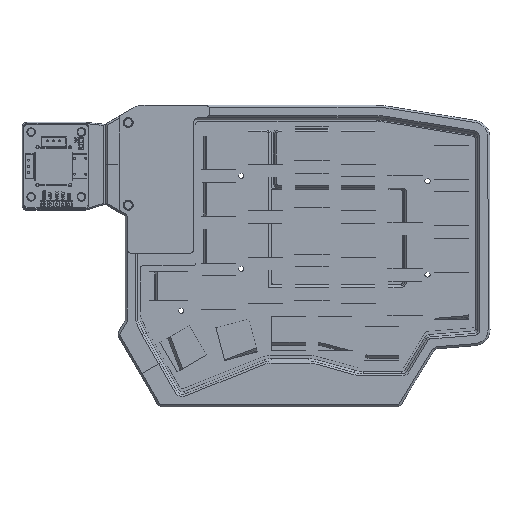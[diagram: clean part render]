
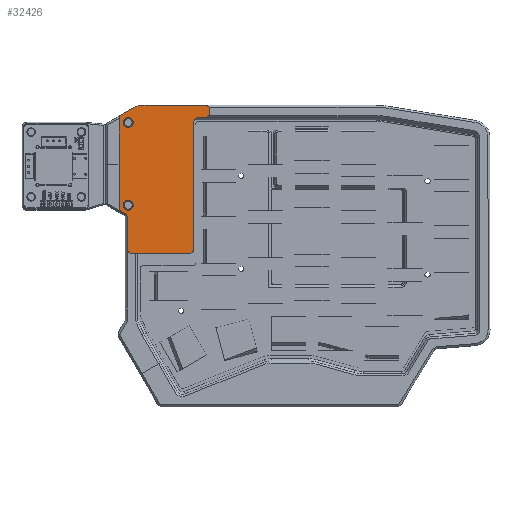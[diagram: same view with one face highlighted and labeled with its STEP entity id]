
A CAD part, top view. The second image highlights one B-rep face of the part: STEP entity #32426.
In plain terms, the highlighted planar face has unit normal (0, 0, 1).
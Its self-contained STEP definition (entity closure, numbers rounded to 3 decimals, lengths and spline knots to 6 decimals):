
#1094=CIRCLE('',#36128,0.002);
#1096=CIRCLE('',#36132,0.002);
#1098=CIRCLE('',#36136,0.002);
#1100=CIRCLE('',#36141,0.00715);
#1102=CIRCLE('',#36145,0.002);
#1104=CIRCLE('',#36149,0.002);
#1106=CIRCLE('',#36153,0.002);
#1108=CIRCLE('',#36157,0.002);
#1109=CIRCLE('',#36161,0.002);
#1111=CIRCLE('',#36165,0.002001);
#1112=CIRCLE('',#36166,0.002);
#6589=ORIENTED_EDGE('',*,*,#13380,.F.);
#6590=ORIENTED_EDGE('',*,*,#13381,.F.);
#6591=ORIENTED_EDGE('',*,*,#13310,.F.);
#6592=ORIENTED_EDGE('',*,*,#13316,.T.);
#6593=ORIENTED_EDGE('',*,*,#13320,.T.);
#6594=ORIENTED_EDGE('',*,*,#13323,.T.);
#6595=ORIENTED_EDGE('',*,*,#13326,.T.);
#6596=ORIENTED_EDGE('',*,*,#13333,.T.);
#6597=ORIENTED_EDGE('',*,*,#13337,.F.);
#6598=ORIENTED_EDGE('',*,*,#13341,.T.);
#6599=ORIENTED_EDGE('',*,*,#13344,.F.);
#6600=ORIENTED_EDGE('',*,*,#13347,.T.);
#6601=ORIENTED_EDGE('',*,*,#13350,.F.);
#6602=ORIENTED_EDGE('',*,*,#13353,.T.);
#6603=ORIENTED_EDGE('',*,*,#13356,.F.);
#6604=ORIENTED_EDGE('',*,*,#13359,.F.);
#6605=ORIENTED_EDGE('',*,*,#13362,.F.);
#6606=ORIENTED_EDGE('',*,*,#13365,.T.);
#6607=ORIENTED_EDGE('',*,*,#13368,.T.);
#6608=ORIENTED_EDGE('',*,*,#13371,.T.);
#6609=ORIENTED_EDGE('',*,*,#13375,.T.);
#6610=ORIENTED_EDGE('',*,*,#13379,.F.);
#13310=EDGE_CURVE('',#17136,#17137,#1094,.T.);
#13316=EDGE_CURVE('',#17136,#17142,#20090,.T.);
#13320=EDGE_CURVE('',#17142,#17144,#1096,.T.);
#13323=EDGE_CURVE('',#17144,#17146,#20094,.T.);
#13326=EDGE_CURVE('',#17146,#17148,#1098,.T.);
#13333=EDGE_CURVE('',#17148,#17154,#20102,.T.);
#13337=EDGE_CURVE('',#17158,#17154,#20106,.T.);
#13341=EDGE_CURVE('',#17158,#17160,#1100,.T.);
#13344=EDGE_CURVE('',#17162,#17160,#20111,.T.);
#13347=EDGE_CURVE('',#17162,#17164,#1102,.T.);
#13350=EDGE_CURVE('',#17166,#17164,#20115,.T.);
#13353=EDGE_CURVE('',#17166,#17168,#1104,.T.);
#13356=EDGE_CURVE('',#17170,#17168,#20119,.T.);
#13359=EDGE_CURVE('',#17172,#17170,#1106,.T.);
#13362=EDGE_CURVE('',#17174,#17172,#20123,.T.);
#13365=EDGE_CURVE('',#17174,#17176,#1108,.T.);
#13368=EDGE_CURVE('',#17176,#17178,#20127,.T.);
#13371=EDGE_CURVE('',#17178,#17180,#20130,.T.);
#13375=EDGE_CURVE('',#17180,#17184,#1109,.T.);
#13379=EDGE_CURVE('',#17137,#17184,#20135,.T.);
#13380=EDGE_CURVE('',#17186,#17186,#1111,.T.);
#13381=EDGE_CURVE('',#17187,#17187,#1112,.T.);
#17136=VERTEX_POINT('',#53511);
#17137=VERTEX_POINT('',#53513);
#17142=VERTEX_POINT('',#53524);
#17144=VERTEX_POINT('',#53534);
#17146=VERTEX_POINT('',#53540);
#17148=VERTEX_POINT('',#53546);
#17154=VERTEX_POINT('',#53560);
#17158=VERTEX_POINT('',#53569);
#17160=VERTEX_POINT('',#53576);
#17162=VERTEX_POINT('',#53582);
#17164=VERTEX_POINT('',#53588);
#17166=VERTEX_POINT('',#53594);
#17168=VERTEX_POINT('',#53600);
#17170=VERTEX_POINT('',#53606);
#17172=VERTEX_POINT('',#53612);
#17174=VERTEX_POINT('',#53618);
#17176=VERTEX_POINT('',#53624);
#17178=VERTEX_POINT('',#53630);
#17180=VERTEX_POINT('',#53636);
#17184=VERTEX_POINT('',#53648);
#17186=VERTEX_POINT('',#53658);
#17187=VERTEX_POINT('',#53660);
#20090=LINE('',#53525,#23724);
#20094=LINE('',#53541,#23728);
#20102=LINE('',#53561,#23736);
#20106=LINE('',#53570,#23740);
#20111=LINE('',#53583,#23745);
#20115=LINE('',#53595,#23749);
#20119=LINE('',#53607,#23753);
#20123=LINE('',#53619,#23757);
#20127=LINE('',#53631,#23761);
#20130=LINE('',#53637,#23764);
#20135=LINE('',#53655,#23769);
#23724=VECTOR('',#41607,1.);
#23728=VECTOR('',#41619,1.);
#23736=VECTOR('',#41635,1.);
#23740=VECTOR('',#41641,1.);
#23745=VECTOR('',#41654,1.);
#23749=VECTOR('',#41666,1.);
#23753=VECTOR('',#41678,1.);
#23757=VECTOR('',#41690,1.);
#23761=VECTOR('',#41702,1.);
#23764=VECTOR('',#41707,1.);
#23769=VECTOR('',#41720,1.);
#26838=EDGE_LOOP('',(#6589));
#26839=EDGE_LOOP('',(#6590));
#26840=EDGE_LOOP('',(#6591,#6592,#6593,#6594,#6595,#6596,#6597,#6598,#6599,
#6600,#6601,#6602,#6603,#6604,#6605,#6606,#6607,#6608,#6609,#6610));
#29023=FACE_BOUND('',#26838,.T.);
#29024=FACE_BOUND('',#26839,.T.);
#29025=FACE_BOUND('',#26840,.T.);
#30669=PLANE('',#36164);
#32426=ADVANCED_FACE('',(#29023,#29024,#29025),#30669,.T.);
#36128=AXIS2_PLACEMENT_3D('',#53512,#41598,#41599);
#36132=AXIS2_PLACEMENT_3D('',#53535,#41613,#41614);
#36136=AXIS2_PLACEMENT_3D('',#53547,#41625,#41626);
#36141=AXIS2_PLACEMENT_3D('',#53577,#41648,#41649);
#36145=AXIS2_PLACEMENT_3D('',#53589,#41660,#41661);
#36149=AXIS2_PLACEMENT_3D('',#53601,#41672,#41673);
#36153=AXIS2_PLACEMENT_3D('',#53613,#41684,#41685);
#36157=AXIS2_PLACEMENT_3D('',#53625,#41696,#41697);
#36161=AXIS2_PLACEMENT_3D('',#53649,#41712,#41713);
#36164=AXIS2_PLACEMENT_3D('',#53656,#41721,#41722);
#36165=AXIS2_PLACEMENT_3D('',#53657,#41723,#41724);
#36166=AXIS2_PLACEMENT_3D('',#53659,#41725,#41726);
#41598=DIRECTION('',(0.,0.,1.));
#41599=DIRECTION('',(1.,0.,0.));
#41607=DIRECTION('',(1.,0.,0.));
#41613=DIRECTION('',(0.,0.,1.));
#41614=DIRECTION('',(1.,0.,0.));
#41619=DIRECTION('',(0.,1.,0.));
#41625=DIRECTION('',(0.,0.,1.));
#41626=DIRECTION('',(1.,0.,0.));
#41635=DIRECTION('',(-1.,0.,0.));
#41641=DIRECTION('',(1.,0.,0.));
#41648=DIRECTION('',(0.,0.,1.));
#41649=DIRECTION('',(1.,0.,0.));
#41654=DIRECTION('',(0.866,0.5,0.));
#41660=DIRECTION('',(0.,0.,1.));
#41661=DIRECTION('',(1.,0.,0.));
#41666=DIRECTION('',(0.,1.,0.));
#41672=DIRECTION('',(0.,0.,1.));
#41673=DIRECTION('',(1.,0.,0.));
#41678=DIRECTION('',(-0.866,0.5,0.));
#41684=DIRECTION('',(0.,0.,1.));
#41685=DIRECTION('',(1.,0.,0.));
#41690=DIRECTION('',(0.,1.,0.));
#41696=DIRECTION('',(0.,0.,1.));
#41697=DIRECTION('',(1.,0.,0.));
#41702=DIRECTION('',(1.,0.,0.));
#41707=DIRECTION('',(1.,0.,0.));
#41712=DIRECTION('',(0.,0.,1.));
#41713=DIRECTION('',(1.,0.,0.));
#41720=DIRECTION('',(0.,-1.,0.));
#41721=DIRECTION('',(0.,0.,1.));
#41722=DIRECTION('',(1.,0.,0.));
#41723=DIRECTION('',(0.,0.,1.));
#41724=DIRECTION('',(1.,0.,0.));
#41725=DIRECTION('',(0.,0.,1.));
#41726=DIRECTION('',(1.,0.,0.));
#53511=CARTESIAN_POINT('',(-0.044557,0.055623,0.0225));
#53512=CARTESIAN_POINT('',(-0.044557,0.053623,0.0225));
#53513=CARTESIAN_POINT('',(-0.046557,0.053623,0.0225));
#53524=CARTESIAN_POINT('',(-0.042057,0.055623,0.0225));
#53525=CARTESIAN_POINT('',(-0.043307,0.055623,0.0225));
#53534=CARTESIAN_POINT('',(-0.040057,0.057623,0.0225));
#53535=CARTESIAN_POINT('',(-0.042057,0.057623,0.0225));
#53540=CARTESIAN_POINT('',(-0.040057,0.058623,0.0225));
#53541=CARTESIAN_POINT('',(-0.040057,0.058123,0.0225));
#53546=CARTESIAN_POINT('',(-0.042057,0.060623,0.0225));
#53547=CARTESIAN_POINT('',(-0.042057,0.058623,0.0225));
#53560=CARTESIAN_POINT('',(-0.064621,0.060623,0.0225));
#53561=CARTESIAN_POINT('',(-0.045039,0.060623,0.0225));
#53569=CARTESIAN_POINT('',(-0.067448,0.060623,0.0225));
#53570=CARTESIAN_POINT('',(-0.066034,0.060623,0.0225));
#53576=CARTESIAN_POINT('',(-0.071023,0.059665,0.0225));
#53577=CARTESIAN_POINT('',(-0.067448,0.053473,0.0225));
#53582=CARTESIAN_POINT('',(-0.076098,0.056735,0.0225));
#53583=CARTESIAN_POINT('',(-0.073561,0.0582,0.0225));
#53588=CARTESIAN_POINT('',(-0.077098,0.055003,0.0225));
#53589=CARTESIAN_POINT('',(-0.075098,0.055003,0.0225));
#53594=CARTESIAN_POINT('',(-0.077098,0.018886,0.0225));
#53595=CARTESIAN_POINT('',(-0.077098,0.054265,0.0225));
#53600=CARTESIAN_POINT('',(-0.076098,0.017154,0.0225));
#53601=CARTESIAN_POINT('',(-0.075098,0.018886,0.0225));
#53606=CARTESIAN_POINT('',(-0.074797,0.016403,0.0225));
#53607=CARTESIAN_POINT('',(-0.075448,0.016778,0.0225));
#53612=CARTESIAN_POINT('',(-0.073797,0.014671,0.0225));
#53613=CARTESIAN_POINT('',(-0.075797,0.014671,0.0225));
#53618=CARTESIAN_POINT('',(-0.073797,0.001981,0.0225));
#53619=CARTESIAN_POINT('',(-0.073797,0.008326,0.0225));
#53624=CARTESIAN_POINT('',(-0.071797,-0.000019,0.0225));
#53625=CARTESIAN_POINT('',(-0.071797,0.001981,0.0225));
#53630=CARTESIAN_POINT('',(-0.069598,-0.000019,0.0225));
#53631=CARTESIAN_POINT('',(-0.070697,-0.000019,0.0225));
#53636=CARTESIAN_POINT('',(-0.048557,-0.000019,0.0225));
#53637=CARTESIAN_POINT('',(-0.058828,-0.000019,0.0225));
#53648=CARTESIAN_POINT('',(-0.046557,0.001981,0.0225));
#53649=CARTESIAN_POINT('',(-0.048557,0.001981,0.0225));
#53655=CARTESIAN_POINT('',(-0.046557,0.027802,0.0225));
#53656=CARTESIAN_POINT('',(-0.061127,0.030302,0.0225));
#53657=CARTESIAN_POINT('',(-0.073398,0.053527,0.0225));
#53658=CARTESIAN_POINT('',(-0.071397,0.053527,0.0225));
#53659=CARTESIAN_POINT('',(-0.073398,0.019722,0.0225));
#53660=CARTESIAN_POINT('',(-0.071398,0.019722,0.0225));
